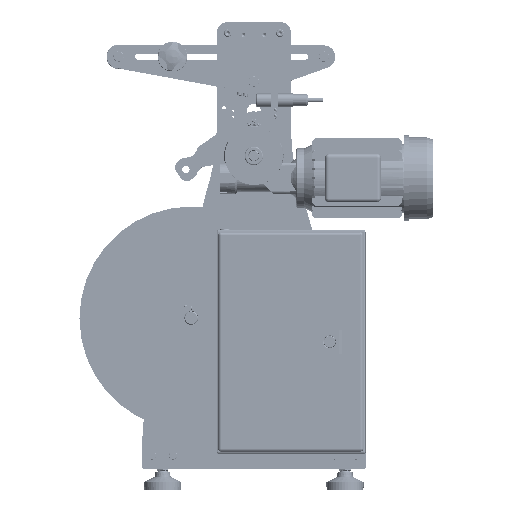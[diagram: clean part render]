
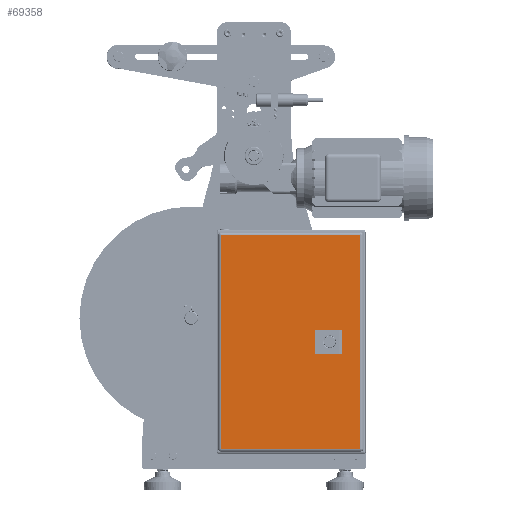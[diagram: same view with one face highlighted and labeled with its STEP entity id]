
A CAD part, top view. The second image highlights one B-rep face of the part: STEP entity #69358.
In plain terms, the highlighted planar face has unit normal (0, 0, 1).
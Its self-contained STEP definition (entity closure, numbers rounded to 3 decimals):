
#66427=CARTESIAN_POINT('',(-41.45,-11.05,0.0));
#66428=VERTEX_POINT('',#66427);
#66435=CARTESIAN_POINT('',(-41.45,11.05,0.0));
#66436=VERTEX_POINT('',#66435);
#66437=CARTESIAN_POINT('',(-41.45,11.05,0.0));
#66438=DIRECTION('',(0.0,-1.0,0.0));
#66439=VECTOR('',#66438,22.1);
#66440=LINE('',#66437,#66439);
#66441=EDGE_CURVE('',#66436,#66428,#66440,.T.);
#66466=CARTESIAN_POINT('',(-63.55,11.05,0.0));
#66467=VERTEX_POINT('',#66466);
#66468=CARTESIAN_POINT('',(-63.55,11.05,0.0));
#66469=DIRECTION('',(1.0,0.0,0.0));
#66470=VECTOR('',#66469,22.1);
#66471=LINE('',#66468,#66470);
#66472=EDGE_CURVE('',#66467,#66436,#66471,.T.);
#66497=CARTESIAN_POINT('',(-63.55,-11.05,0.0));
#66498=VERTEX_POINT('',#66497);
#66499=CARTESIAN_POINT('',(-63.55,-11.05,0.0));
#66500=DIRECTION('',(0.0,1.0,0.0));
#66501=VECTOR('',#66500,22.1);
#66502=LINE('',#66499,#66501);
#66503=EDGE_CURVE('',#66498,#66467,#66502,.T.);
#66526=CARTESIAN_POINT('',(-41.45,-11.05,0.0));
#66527=DIRECTION('',(-1.0,0.0,0.0));
#66528=VECTOR('',#66527,22.1);
#66529=LINE('',#66526,#66528);
#66530=EDGE_CURVE('',#66428,#66498,#66529,.T.);
#67954=CARTESIAN_POINT('',(93.5,143.5,0.0));
#67955=VERTEX_POINT('',#67954);
#68058=CARTESIAN_POINT('',(-93.5,143.5,0.0));
#68059=VERTEX_POINT('',#68058);
#68513=CARTESIAN_POINT('',(-93.5,-143.5,0.0));
#68514=VERTEX_POINT('',#68513);
#68704=CARTESIAN_POINT('',(93.5,-143.5,0.0));
#68705=VERTEX_POINT('',#68704);
#68910=CARTESIAN_POINT('',(-93.5,143.5,0.0));
#68911=DIRECTION('',(0.0,-1.0,0.0));
#68912=VECTOR('',#68911,287.0);
#68913=LINE('',#68910,#68912);
#68914=EDGE_CURVE('',#68059,#68514,#68913,.T.);
#69012=CARTESIAN_POINT('',(93.5,-143.5,0.0));
#69013=DIRECTION('',(0.0,1.0,0.0));
#69014=VECTOR('',#69013,287.0);
#69015=LINE('',#69012,#69014);
#69016=EDGE_CURVE('',#68705,#67955,#69015,.T.);
#69262=CARTESIAN_POINT('',(93.5,143.5,0.0));
#69263=DIRECTION('',(-1.0,0.0,0.0));
#69264=VECTOR('',#69263,187.0);
#69265=LINE('',#69262,#69264);
#69266=EDGE_CURVE('',#67955,#68059,#69265,.T.);
#69330=CARTESIAN_POINT('',(-93.5,-143.5,0.0));
#69331=DIRECTION('',(1.0,0.0,0.0));
#69332=VECTOR('',#69331,187.0);
#69333=LINE('',#69330,#69332);
#69334=EDGE_CURVE('',#68514,#68705,#69333,.T.);
#69341=CARTESIAN_POINT('',(0.0,-143.5,0.0));
#69342=DIRECTION('',(0.0,0.0,1.0));
#69343=DIRECTION('',(1.0,0.0,0.0));
#69344=AXIS2_PLACEMENT_3D('',#69341,#69342,#69343);
#69345=PLANE('',#69344);
#69346=ORIENTED_EDGE('',*,*,#69016,.T.);
#69347=ORIENTED_EDGE('',*,*,#69266,.T.);
#69348=ORIENTED_EDGE('',*,*,#68914,.T.);
#69349=ORIENTED_EDGE('',*,*,#69334,.T.);
#69350=EDGE_LOOP('',(#69346,#69347,#69348,#69349));
#69351=FACE_OUTER_BOUND('',#69350,.T.);
#69352=ORIENTED_EDGE('',*,*,#66441,.T.);
#69353=ORIENTED_EDGE('',*,*,#66530,.T.);
#69354=ORIENTED_EDGE('',*,*,#66503,.T.);
#69355=ORIENTED_EDGE('',*,*,#66472,.T.);
#69356=EDGE_LOOP('',(#69352,#69353,#69354,#69355));
#69357=FACE_BOUND('',#69356,.T.);
#69358=ADVANCED_FACE('',(#69351,#69357),#69345,.T.);
